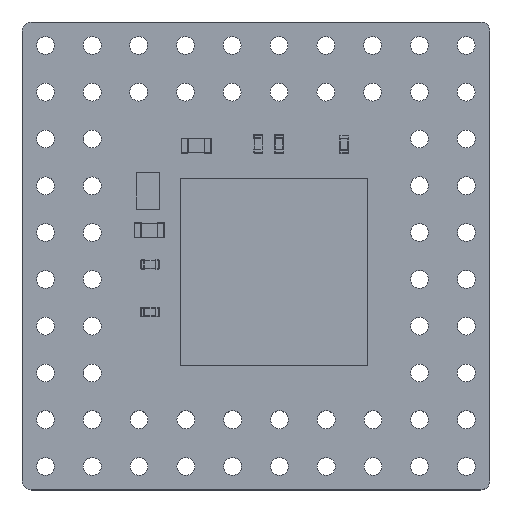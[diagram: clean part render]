
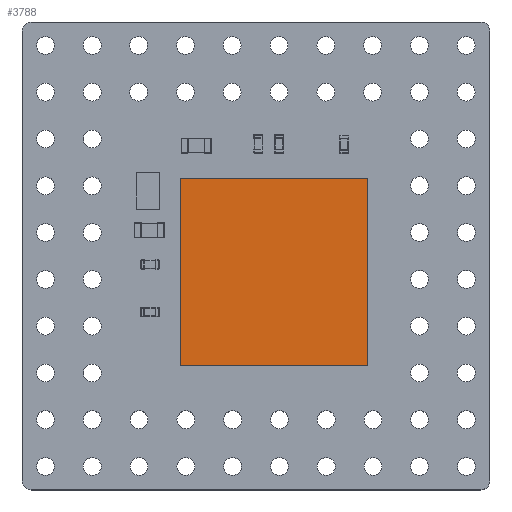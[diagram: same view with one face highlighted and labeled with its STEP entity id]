
A CAD part, top view. The second image highlights one B-rep face of the part: STEP entity #3788.
In plain terms, the highlighted planar face has unit normal (0, 0, 1).
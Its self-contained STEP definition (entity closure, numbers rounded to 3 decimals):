
#3659 = VERTEX_POINT('',#3660);
#3660 = CARTESIAN_POINT('',(-5.076,5.076,1.));
#3666 = EDGE_CURVE('',#3659,#3667,#3669,.T.);
#3667 = VERTEX_POINT('',#3668);
#3668 = CARTESIAN_POINT('',(5.076,5.076,1.));
#3669 = LINE('',#3670,#3671);
#3670 = CARTESIAN_POINT('',(-5.076,5.076,1.));
#3671 = VECTOR('',#3672,1.);
#3672 = DIRECTION('',(1.,0.,0.));
#3697 = EDGE_CURVE('',#3667,#3698,#3700,.T.);
#3698 = VERTEX_POINT('',#3699);
#3699 = CARTESIAN_POINT('',(5.076,-5.076,1.));
#3700 = LINE('',#3701,#3702);
#3701 = CARTESIAN_POINT('',(5.076,5.076,1.));
#3702 = VECTOR('',#3703,1.);
#3703 = DIRECTION('',(0.,-1.,0.));
#3728 = EDGE_CURVE('',#3698,#3729,#3731,.T.);
#3729 = VERTEX_POINT('',#3730);
#3730 = CARTESIAN_POINT('',(-5.076,-5.076,1.));
#3731 = LINE('',#3732,#3733);
#3732 = CARTESIAN_POINT('',(5.076,-5.076,1.));
#3733 = VECTOR('',#3734,1.);
#3734 = DIRECTION('',(-1.,0.,0.));
#3759 = EDGE_CURVE('',#3729,#3659,#3760,.T.);
#3760 = LINE('',#3761,#3762);
#3761 = CARTESIAN_POINT('',(-5.076,-5.076,1.));
#3762 = VECTOR('',#3763,1.);
#3763 = DIRECTION('',(0.,1.,0.));
#3788 = ADVANCED_FACE('',(#3789),#3795,.T.);
#3789 = FACE_BOUND('',#3790,.F.);
#3790 = EDGE_LOOP('',(#3791,#3792,#3793,#3794));
#3791 = ORIENTED_EDGE('',*,*,#3666,.T.);
#3792 = ORIENTED_EDGE('',*,*,#3697,.T.);
#3793 = ORIENTED_EDGE('',*,*,#3728,.T.);
#3794 = ORIENTED_EDGE('',*,*,#3759,.T.);
#3795 = PLANE('',#3796);
#3796 = AXIS2_PLACEMENT_3D('',#3797,#3798,#3799);
#3797 = CARTESIAN_POINT('',(-5.076,5.076,1.));
#3798 = DIRECTION('',(0.,0.,1.));
#3799 = DIRECTION('',(1.,0.,0.));
